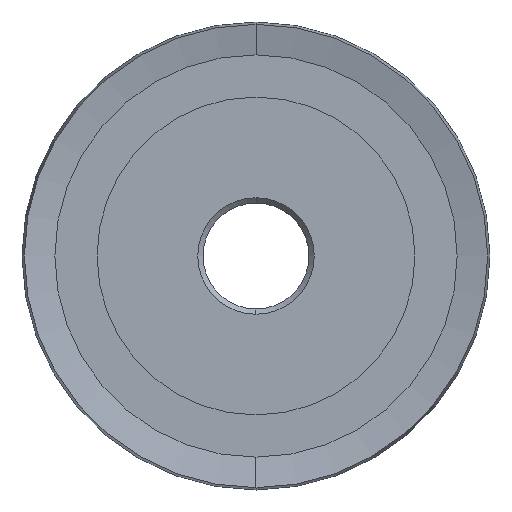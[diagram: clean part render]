
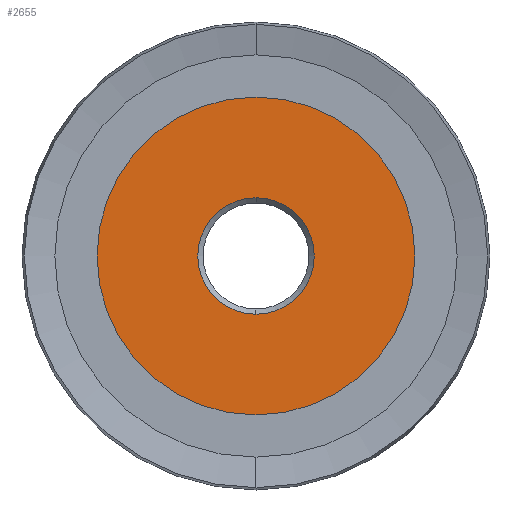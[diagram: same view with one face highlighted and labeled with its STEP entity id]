
A CAD part, left-side view. The second image highlights one B-rep face of the part: STEP entity #2655.
In plain terms, the highlighted planar face has unit normal (-1, 0, 0).
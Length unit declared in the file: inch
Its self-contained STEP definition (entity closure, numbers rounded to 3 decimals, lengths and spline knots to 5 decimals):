
#80 = AXIS2_PLACEMENT_3D ( 'NONE', #2315, #5409, #2755 ) ;
#268 = VERTEX_POINT ( 'NONE', #3986 ) ;
#528 = ORIENTED_EDGE ( 'NONE', *, *, #4066, .T. ) ;
#622 = FACE_OUTER_BOUND ( 'NONE', #1032, .T. ) ;
#809 = CARTESIAN_POINT ( 'NONE',  ( 0., 0., 0. ) ) ;
#922 = FACE_BOUND ( 'NONE', #4977, .T. ) ;
#929 = CARTESIAN_POINT ( 'NONE',  ( 0., 0., 0.20605 ) ) ;
#941 = CARTESIAN_POINT ( 'NONE',  ( 0., 0., 0. ) ) ;
#1032 = EDGE_LOOP ( 'NONE', ( #2938, #2808 ) ) ;
#1255 = DIRECTION ( 'NONE',  ( 0., 0., 1. ) ) ;
#1355 = DIRECTION ( 'NONE',  ( -1., 0., 0. ) ) ;
#1367 = CARTESIAN_POINT ( 'NONE',  ( 0., 0., 0. ) ) ;
#1381 = DIRECTION ( 'NONE',  ( 0., 0., 1. ) ) ;
#1790 = ORIENTED_EDGE ( 'NONE', *, *, #2792, .T. ) ;
#1806 = DIRECTION ( 'NONE',  ( 0., 0., 1. ) ) ;
#2297 = EDGE_CURVE ( 'NONE', #3236, #268, #5281, .T. ) ;
#2315 = CARTESIAN_POINT ( 'NONE',  ( 0., 0., 0. ) ) ;
#2416 = CIRCLE ( 'NONE', #5450, 0.20605 ) ;
#2420 = CIRCLE ( 'NONE', #3342, 0.20605 ) ;
#2655 = ADVANCED_FACE ( 'NONE', ( #922, #622 ), #3563, .T. ) ;
#2670 = VERTEX_POINT ( 'NONE', #929 ) ;
#2709 = VERTEX_POINT ( 'NONE', #4049 ) ;
#2755 = DIRECTION ( 'NONE',  ( 0., 0., 1. ) ) ;
#2792 = EDGE_CURVE ( 'NONE', #2709, #2670, #2416, .T. ) ;
#2808 = ORIENTED_EDGE ( 'NONE', *, *, #3681, .T. ) ;
#2938 = ORIENTED_EDGE ( 'NONE', *, *, #2297, .T. ) ;
#3095 = AXIS2_PLACEMENT_3D ( 'NONE', #3123, #1355, #4014 ) ;
#3123 = CARTESIAN_POINT ( 'NONE',  ( 0., 0., 0. ) ) ;
#3177 = CIRCLE ( 'NONE', #80, 0.5625 ) ;
#3192 = AXIS2_PLACEMENT_3D ( 'NONE', #941, #4027, #1381 ) ;
#3236 = VERTEX_POINT ( 'NONE', #5094 ) ;
#3342 = AXIS2_PLACEMENT_3D ( 'NONE', #809, #3898, #1255 ) ;
#3563 = PLANE ( 'NONE',  #3095 ) ;
#3681 = EDGE_CURVE ( 'NONE', #268, #3236, #3177, .T. ) ;
#3898 = DIRECTION ( 'NONE',  ( 1., 0., 0. ) ) ;
#3986 = CARTESIAN_POINT ( 'NONE',  ( 0., 0., 0.5625 ) ) ;
#4014 = DIRECTION ( 'NONE',  ( 0., 0., 1. ) ) ;
#4027 = DIRECTION ( 'NONE',  ( -1., 0., 0. ) ) ;
#4049 = CARTESIAN_POINT ( 'NONE',  ( 0., 0., -0.20605 ) ) ;
#4066 = EDGE_CURVE ( 'NONE', #2670, #2709, #2420, .T. ) ;
#4457 = DIRECTION ( 'NONE',  ( 1., 0., 0. ) ) ;
#4977 = EDGE_LOOP ( 'NONE', ( #528, #1790 ) ) ;
#5094 = CARTESIAN_POINT ( 'NONE',  ( 0., 0., -0.5625 ) ) ;
#5281 = CIRCLE ( 'NONE', #3192, 0.5625 ) ;
#5409 = DIRECTION ( 'NONE',  ( -1., 0., 0. ) ) ;
#5450 = AXIS2_PLACEMENT_3D ( 'NONE', #1367, #4457, #1806 ) ;
